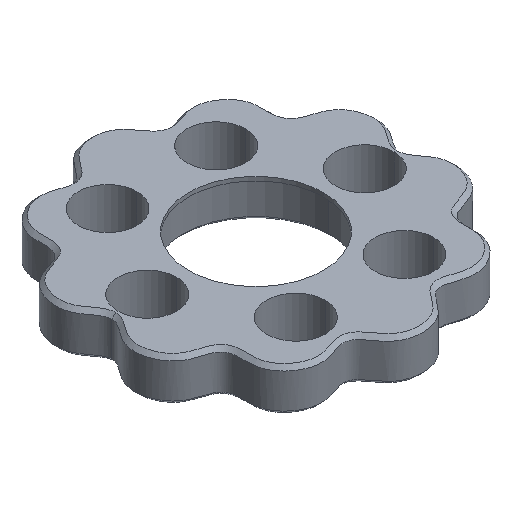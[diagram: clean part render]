
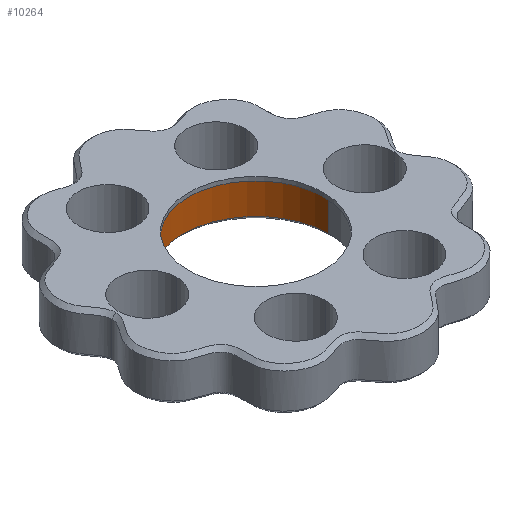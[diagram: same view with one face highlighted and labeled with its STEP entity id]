
A CAD part, isometric view. The second image highlights one B-rep face of the part: STEP entity #10264.
In plain terms, the highlighted cylindrical face has radius 7.575 mm (diameter 15.15 mm), a partial arc.
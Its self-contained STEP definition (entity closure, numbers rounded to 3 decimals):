
#138 = DIRECTION ( 'NONE',  ( 0., 0., -1. ) ) ;
#320 = DIRECTION ( 'NONE',  ( 0., 0., -1. ) ) ;
#1131 = EDGE_CURVE ( 'NONE', #11189, #4547, #9071, .T. ) ;
#1209 = DIRECTION ( 'NONE',  ( 0., 0., -1. ) ) ;
#1435 = CARTESIAN_POINT ( 'NONE',  ( -7.575, 0., 4. ) ) ;
#1536 = VERTEX_POINT ( 'NONE', #10801 ) ;
#1612 = CARTESIAN_POINT ( 'NONE',  ( -7.575, 0., 0.4 ) ) ;
#1909 = VECTOR ( 'NONE', #1209, 1000. ) ;
#1915 = EDGE_CURVE ( 'NONE', #4547, #5051, #11913, .T. ) ;
#2214 = CYLINDRICAL_SURFACE ( 'NONE', #7430, 7.575 ) ;
#2431 = ORIENTED_EDGE ( 'NONE', *, *, #5266, .F. ) ;
#3235 = CARTESIAN_POINT ( 'NONE',  ( 0., 0., 4. ) ) ;
#4036 = DIRECTION ( 'NONE',  ( -1., 0., 0. ) ) ;
#4284 = ORIENTED_EDGE ( 'NONE', *, *, #1131, .T. ) ;
#4480 = EDGE_LOOP ( 'NONE', ( #2431, #7919, #4284, #11955 ) ) ;
#4547 = VERTEX_POINT ( 'NONE', #1612 ) ;
#4872 = LINE ( 'NONE', #9972, #1909 ) ;
#5051 = VERTEX_POINT ( 'NONE', #5060 ) ;
#5060 = CARTESIAN_POINT ( 'NONE',  ( 7.575, 0., 0.4 ) ) ;
#5094 = FACE_OUTER_BOUND ( 'NONE', #4480, .T. ) ;
#5266 = EDGE_CURVE ( 'NONE', #1536, #5051, #4872, .T. ) ;
#5506 = EDGE_CURVE ( 'NONE', #11189, #1536, #7421, .T. ) ;
#6442 = DIRECTION ( 'NONE',  ( 0., 0., -1. ) ) ;
#7134 = DIRECTION ( 'NONE',  ( 0., 0., -1. ) ) ;
#7421 = CIRCLE ( 'NONE', #9043, 7.575 ) ;
#7430 = AXIS2_PLACEMENT_3D ( 'NONE', #3235, #7134, #11028 ) ;
#7802 = CARTESIAN_POINT ( 'NONE',  ( 0., 0., 4. ) ) ;
#7919 = ORIENTED_EDGE ( 'NONE', *, *, #5506, .F. ) ;
#8346 = DIRECTION ( 'NONE',  ( 1., 0., 0. ) ) ;
#9043 = AXIS2_PLACEMENT_3D ( 'NONE', #7802, #138, #4036 ) ;
#9071 = LINE ( 'NONE', #10226, #12115 ) ;
#9657 = AXIS2_PLACEMENT_3D ( 'NONE', #11492, #6442, #8346 ) ;
#9972 = CARTESIAN_POINT ( 'NONE',  ( 7.575, 0., 4. ) ) ;
#10226 = CARTESIAN_POINT ( 'NONE',  ( -7.575, 0., 4. ) ) ;
#10264 = ADVANCED_FACE ( 'NONE', ( #5094 ), #2214, .F. ) ;
#10801 = CARTESIAN_POINT ( 'NONE',  ( 7.575, 0., 4. ) ) ;
#11028 = DIRECTION ( 'NONE',  ( -1., 0., 0. ) ) ;
#11189 = VERTEX_POINT ( 'NONE', #1435 ) ;
#11492 = CARTESIAN_POINT ( 'NONE',  ( 0., 0., 0.4 ) ) ;
#11913 = CIRCLE ( 'NONE', #9657, 7.575 ) ;
#11955 = ORIENTED_EDGE ( 'NONE', *, *, #1915, .T. ) ;
#12115 = VECTOR ( 'NONE', #320, 1000. ) ;
